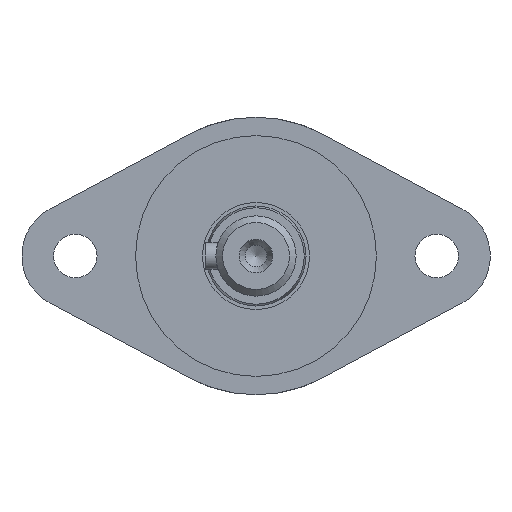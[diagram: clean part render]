
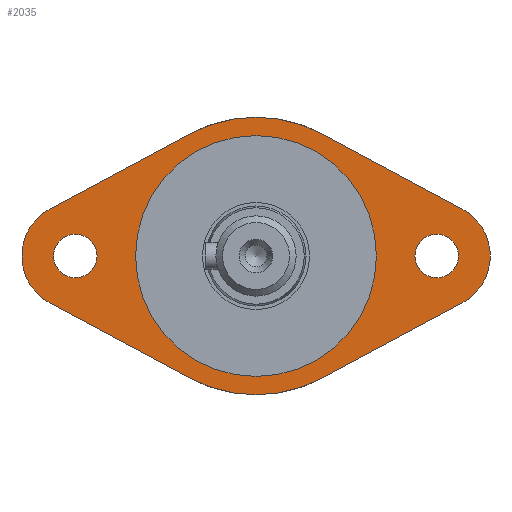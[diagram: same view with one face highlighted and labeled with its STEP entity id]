
A CAD part, left-side view. The second image highlights one B-rep face of the part: STEP entity #2035.
In plain terms, the highlighted planar face has unit normal (-1, 0, 0).
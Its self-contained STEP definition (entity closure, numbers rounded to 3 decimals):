
#131=LINE('',#3547,#242);
#132=LINE('',#3550,#243);
#133=LINE('',#3552,#244);
#134=LINE('',#3555,#245);
#242=VECTOR('',#2845,10.);
#243=VECTOR('',#2848,10.);
#244=VECTOR('',#2849,10.);
#245=VECTOR('',#2852,10.);
#332=FACE_BOUND('',#544,.T.);
#333=FACE_BOUND('',#545,.T.);
#334=FACE_BOUND('',#546,.T.);
#421=FACE_OUTER_BOUND('',#543,.T.);
#543=EDGE_LOOP('',(#1643,#1644,#1645,#1646,#1647,#1648,#1649,#1650));
#544=EDGE_LOOP('',(#1651));
#545=EDGE_LOOP('',(#1652));
#546=EDGE_LOOP('',(#1653,#1654));
#705=CIRCLE('',#2292,20.75);
#707=CIRCLE('',#2294,20.75);
#709=CIRCLE('',#2297,8.);
#710=CIRCLE('',#2298,8.);
#711=CIRCLE('',#2299,3.25);
#712=CIRCLE('',#2300,3.25);
#713=CIRCLE('',#2301,18.);
#714=CIRCLE('',#2302,18.);
#888=VERTEX_POINT('',#3530);
#889=VERTEX_POINT('',#3532);
#892=VERTEX_POINT('',#3538);
#893=VERTEX_POINT('',#3540);
#895=VERTEX_POINT('',#3546);
#896=VERTEX_POINT('',#3548);
#897=VERTEX_POINT('',#3551);
#898=VERTEX_POINT('',#3553);
#899=VERTEX_POINT('',#3556);
#900=VERTEX_POINT('',#3558);
#901=VERTEX_POINT('',#3560);
#902=VERTEX_POINT('',#3561);
#1151=EDGE_CURVE('',#888,#889,#705,.T.);
#1155=EDGE_CURVE('',#892,#893,#707,.T.);
#1158=EDGE_CURVE('',#895,#888,#131,.T.);
#1159=EDGE_CURVE('',#896,#895,#709,.T.);
#1160=EDGE_CURVE('',#893,#896,#132,.T.);
#1161=EDGE_CURVE('',#892,#897,#133,.T.);
#1162=EDGE_CURVE('',#897,#898,#710,.T.);
#1163=EDGE_CURVE('',#898,#889,#134,.T.);
#1164=EDGE_CURVE('',#899,#899,#711,.T.);
#1165=EDGE_CURVE('',#900,#900,#712,.T.);
#1166=EDGE_CURVE('',#901,#902,#713,.T.);
#1167=EDGE_CURVE('',#902,#901,#714,.T.);
#1643=ORIENTED_EDGE('',*,*,#1151,.F.);
#1644=ORIENTED_EDGE('',*,*,#1158,.F.);
#1645=ORIENTED_EDGE('',*,*,#1159,.F.);
#1646=ORIENTED_EDGE('',*,*,#1160,.F.);
#1647=ORIENTED_EDGE('',*,*,#1155,.F.);
#1648=ORIENTED_EDGE('',*,*,#1161,.T.);
#1649=ORIENTED_EDGE('',*,*,#1162,.T.);
#1650=ORIENTED_EDGE('',*,*,#1163,.T.);
#1651=ORIENTED_EDGE('',*,*,#1164,.T.);
#1652=ORIENTED_EDGE('',*,*,#1165,.T.);
#1653=ORIENTED_EDGE('',*,*,#1166,.T.);
#1654=ORIENTED_EDGE('',*,*,#1167,.T.);
#1840=PLANE('',#2296);
#2035=ADVANCED_FACE('',(#421,#332,#333,#334),#1840,.T.);
#2292=AXIS2_PLACEMENT_3D('',#3533,#2832,#2833);
#2294=AXIS2_PLACEMENT_3D('',#3541,#2838,#2839);
#2296=AXIS2_PLACEMENT_3D('',#3545,#2843,#2844);
#2297=AXIS2_PLACEMENT_3D('',#3549,#2846,#2847);
#2298=AXIS2_PLACEMENT_3D('',#3554,#2850,#2851);
#2299=AXIS2_PLACEMENT_3D('',#3557,#2853,#2854);
#2300=AXIS2_PLACEMENT_3D('',#3559,#2855,#2856);
#2301=AXIS2_PLACEMENT_3D('',#3562,#2857,#2858);
#2302=AXIS2_PLACEMENT_3D('',#3563,#2859,#2860);
#2832=DIRECTION('center_axis',(1.,0.,0.));
#2833=DIRECTION('ref_axis',(0.,-1.,0.));
#2838=DIRECTION('center_axis',(1.,0.,0.));
#2839=DIRECTION('ref_axis',(0.,-1.,0.));
#2843=DIRECTION('center_axis',(-1.,0.,0.));
#2844=DIRECTION('ref_axis',(0.,0.,
-1.));
#2845=DIRECTION('',(0.,-0.881,0.472));
#2846=DIRECTION('center_axis',(1.,0.,0.));
#2847=DIRECTION('ref_axis',(0.,-0.472,-0.881));
#2848=DIRECTION('',(0.,0.881,0.472));
#2849=DIRECTION('',(0.,-0.881,0.472));
#2850=DIRECTION('center_axis',(-1.,0.,0.));
#2851=DIRECTION('ref_axis',(0.,-0.472,-0.881));
#2852=DIRECTION('',(0.,0.881,0.472));
#2853=DIRECTION('center_axis',(1.,0.,0.));
#2854=DIRECTION('ref_axis',(0.,0.,
1.));
#2855=DIRECTION('center_axis',(1.,0.,0.));
#2856=DIRECTION('ref_axis',(0.,0.,
1.));
#2857=DIRECTION('center_axis',(1.,0.,0.));
#2858=DIRECTION('ref_axis',(0.,-1.,0.));
#2859=DIRECTION('center_axis',(1.,0.,0.));
#2860=DIRECTION('ref_axis',(0.,-1.,0.));
#3530=CARTESIAN_POINT('',(-82.,9.799,18.291));
#3532=CARTESIAN_POINT('',(-82.,-9.799,18.291));
#3533=CARTESIAN_POINT('Origin',(-82.,0.,
0.));
#3538=CARTESIAN_POINT('',(-82.,-9.799,-18.291));
#3540=CARTESIAN_POINT('',(-82.,9.799,-18.291));
#3541=CARTESIAN_POINT('Origin',(-82.,0.,
0.));
#3545=CARTESIAN_POINT('Origin',(-82.,-19.375,0.));
#3546=CARTESIAN_POINT('',(-82.,30.778,7.052));
#3547=CARTESIAN_POINT('',(-82.,30.778,7.052));
#3548=CARTESIAN_POINT('',(-82.,30.778,-7.052));
#3549=CARTESIAN_POINT('Origin',(-82.,27.,0.));
#3550=CARTESIAN_POINT('',(-82.,9.799,-18.291));
#3551=CARTESIAN_POINT('',(-82.,-30.778,-7.052));
#3552=CARTESIAN_POINT('',(-82.,-9.799,-18.291));
#3553=CARTESIAN_POINT('',(-82.,-30.778,7.052));
#3554=CARTESIAN_POINT('Origin',(-82.,-27.,0.));
#3555=CARTESIAN_POINT('',(-82.,-30.778,7.052));
#3556=CARTESIAN_POINT('',(-82.,-27.,-3.25));
#3557=CARTESIAN_POINT('Origin',(-82.,-27.,0.));
#3558=CARTESIAN_POINT('',(-82.,27.,-3.25));
#3559=CARTESIAN_POINT('Origin',(-82.,27.,0.));
#3560=CARTESIAN_POINT('',(-82.,-18.,0.));
#3561=CARTESIAN_POINT('',(-82.,18.,0.));
#3562=CARTESIAN_POINT('Origin',(-82.,0.,
0.));
#3563=CARTESIAN_POINT('Origin',(-82.,0.,
0.));
